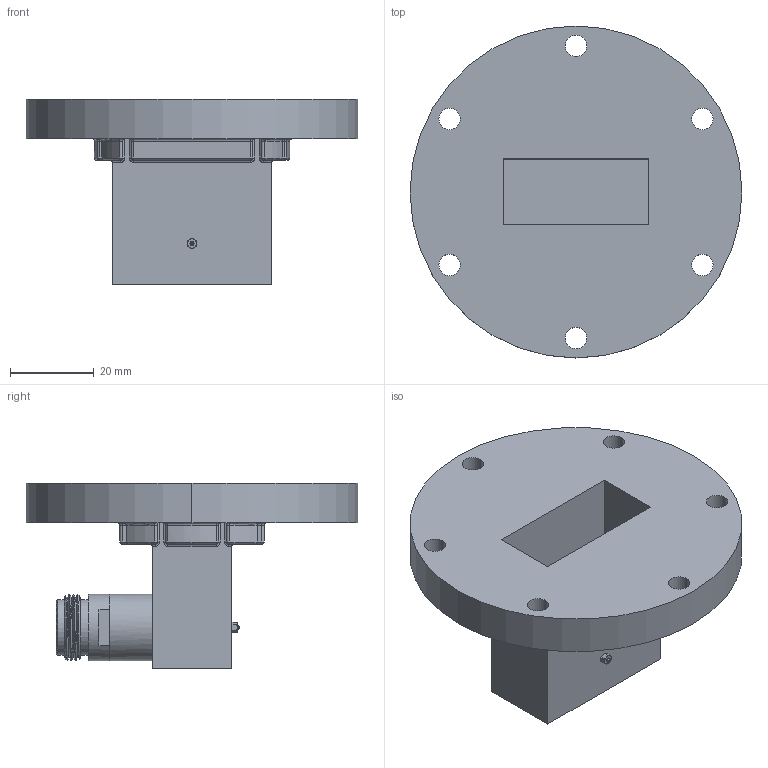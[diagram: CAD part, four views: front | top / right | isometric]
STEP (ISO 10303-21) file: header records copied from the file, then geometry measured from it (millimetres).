
FILE_DESCRIPTION (( 'STEP AP214' ), '1' );
FILE_NAME ('PEWCA1047.step', '2021-05-20T17:07:25', ( '' ), ( '' ), 'SwSTEP 2.0', 'SolidWorks 2020', '' );
FILE_SCHEMA (( 'AUTOMOTIVE_DESIGN' ));
Length unit declared in the file: inch
Products named in the file (3): PEWCA1047; Copy of N FEMALE-SOLID^PEWCA1047
Assembly tree (2 placements, depth 2):
  PEWCA1047
    PEWCA1047
    Copy of N FEMALE-SOLID^PEWCA1047
Bounding box: 79.38 x 79.38 x 44.45 mm (x, y, z)
Volume: 54648.4 mm3; surface area: 23926 mm2
Topology: 4 solids, 4 shells, 270 faces, 635 edges, 368 vertices
Faces by surface type: cylinder 123, plane 61, torus 44, cone 19, sphere 16, bspline 7
Entity records: 8702 total; most frequent: CARTESIAN_POINT 2437, DIRECTION 1381, ORIENTED_EDGE 1234, EDGE_CURVE 617, AXIS2_PLACEMENT_3D 563, VERTEX_POINT 362, CIRCLE 295, EDGE_LOOP 293
